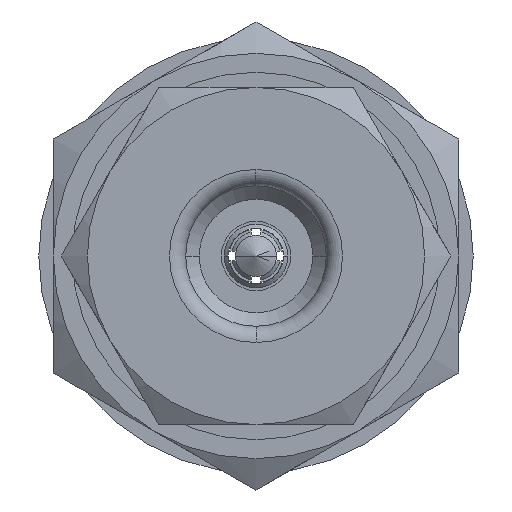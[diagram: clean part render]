
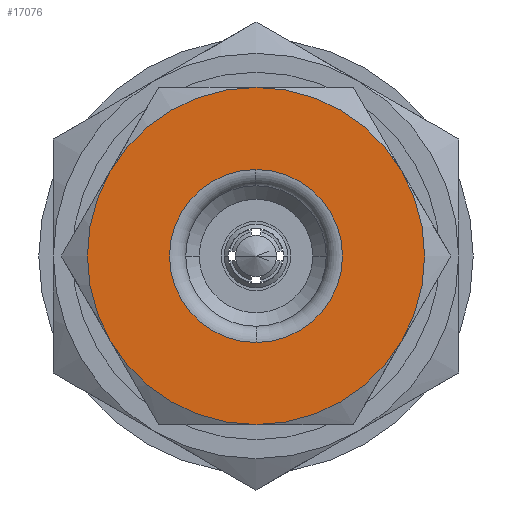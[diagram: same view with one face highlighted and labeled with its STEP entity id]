
A CAD part, left-side view. The second image highlights one B-rep face of the part: STEP entity #17076.
In plain terms, the highlighted planar face has unit normal (-1, 0, 0).
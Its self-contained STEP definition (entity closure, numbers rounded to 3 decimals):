
#16259=CARTESIAN_POINT('',(-3.581,0.,0.));
#16260=DIRECTION('',(1.,0.,0.));
#16261=DIRECTION('',(0.,-0.866,-0.5));
#16262=AXIS2_PLACEMENT_3D('',#16259,#16260,#16261);
#16264=CARTESIAN_POINT('',(-3.581,0.,0.));
#16265=DIRECTION('',(1.,0.,0.));
#16266=DIRECTION('',(0.,0.,-1.));
#16267=AXIS2_PLACEMENT_3D('',#16264,#16265,#16266);
#16269=CARTESIAN_POINT('',(-3.581,0.,0.));
#16270=DIRECTION('',(1.,0.,0.));
#16271=DIRECTION('',(0.,0.866,0.5));
#16272=AXIS2_PLACEMENT_3D('',#16269,#16270,#16271);
#16274=CARTESIAN_POINT('',(-3.581,0.,0.));
#16275=DIRECTION('',(1.,0.,0.));
#16276=DIRECTION('',(0.,0.,1.));
#16277=AXIS2_PLACEMENT_3D('',#16274,#16275,#16276);
#16279=CARTESIAN_POINT('',(-3.581,0.,0.));
#16280=DIRECTION('',(1.,0.,0.));
#16281=DIRECTION('',(0.,0.,-1.));
#16282=AXIS2_PLACEMENT_3D('',#16279,#16280,#16281);
#16284=CARTESIAN_POINT('',(-3.581,0.,0.));
#16285=DIRECTION('',(1.,0.,0.));
#16286=DIRECTION('',(0.,0.,1.));
#16287=AXIS2_PLACEMENT_3D('',#16284,#16285,#16286);
#16289=CARTESIAN_POINT('',(-3.581,0.,0.));
#16290=DIRECTION('',(-1.,0.,0.));
#16291=DIRECTION('',(0.,-0.866,-0.5));
#16292=AXIS2_PLACEMENT_3D('',#16289,#16290,#16291);
#16424=CARTESIAN_POINT('',(-3.581,0.,0.));
#16425=DIRECTION('',(-1.,0.,0.));
#16426=DIRECTION('',(0.,0.866,0.5));
#16427=AXIS2_PLACEMENT_3D('',#16424,#16425,#16426);
#17001=CARTESIAN_POINT('',(-3.581,-3.432,-1.981));
#17002=CARTESIAN_POINT('',(-3.581,0.,-3.962));
#17003=VERTEX_POINT('',#17001);
#17004=VERTEX_POINT('',#17002);
#17005=CARTESIAN_POINT('',(-3.581,3.432,-1.981));
#17006=VERTEX_POINT('',#17005);
#17007=CARTESIAN_POINT('',(-3.581,3.432,1.981));
#17008=CARTESIAN_POINT('',(-3.581,0.,3.962));
#17009=VERTEX_POINT('',#17007);
#17010=VERTEX_POINT('',#17008);
#17011=CARTESIAN_POINT('',(-3.581,-3.432,1.981));
#17012=VERTEX_POINT('',#17011);
#17023=CARTESIAN_POINT('',(-3.581,0.,-2.032));
#17024=CARTESIAN_POINT('',(-3.581,0.,2.032));
#17025=VERTEX_POINT('',#17023);
#17026=VERTEX_POINT('',#17024);
#17051=CARTESIAN_POINT('',(-3.581,0.,0.));
#17052=DIRECTION('',(1.,0.,0.));
#17053=DIRECTION('',(0.,0.,1.));
#17054=AXIS2_PLACEMENT_3D('',#17051,#17052,#17053);
#17055=PLANE('',#17054);
#17057=ORIENTED_EDGE('',*,*,#17056,.F.);
#17059=ORIENTED_EDGE('',*,*,#17058,.T.);
#17061=ORIENTED_EDGE('',*,*,#17060,.T.);
#17063=ORIENTED_EDGE('',*,*,#17062,.F.);
#17065=ORIENTED_EDGE('',*,*,#17064,.T.);
#17067=ORIENTED_EDGE('',*,*,#17066,.T.);
#17068=EDGE_LOOP('',(#17057,#17059,#17061,#17063,#17065,#17067));
#17069=FACE_OUTER_BOUND('',#17068,.F.);
#17071=ORIENTED_EDGE('',*,*,#17070,.F.);
#17073=ORIENTED_EDGE('',*,*,#17072,.F.);
#17074=EDGE_LOOP('',(#17071,#17073));
#17075=FACE_BOUND('',#17074,.F.);
#16263=CIRCLE('',#16262,3.962);
#16268=CIRCLE('',#16267,3.962);
#16273=CIRCLE('',#16272,3.962);
#16278=CIRCLE('',#16277,3.962);
#16283=CIRCLE('',#16282,2.032);
#16288=CIRCLE('',#16287,2.032);
#16293=CIRCLE('',#16292,3.962);
#16428=CIRCLE('',#16427,3.962);
#17056=EDGE_CURVE('',#17003,#17012,#16293,.T.);
#17058=EDGE_CURVE('',#17003,#17004,#16263,.T.);
#17060=EDGE_CURVE('',#17004,#17006,#16268,.T.);
#17062=EDGE_CURVE('',#17009,#17006,#16428,.T.);
#17064=EDGE_CURVE('',#17009,#17010,#16273,.T.);
#17066=EDGE_CURVE('',#17010,#17012,#16278,.T.);
#17070=EDGE_CURVE('',#17025,#17026,#16283,.T.);
#17072=EDGE_CURVE('',#17026,#17025,#16288,.T.);
#17076=ADVANCED_FACE('',(#17069,#17075),#17055,.F.);
